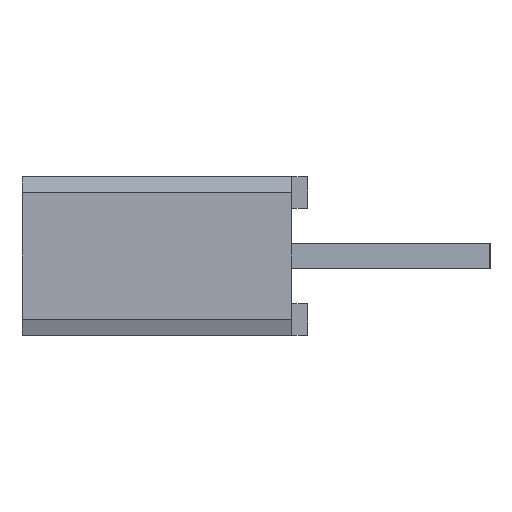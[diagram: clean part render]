
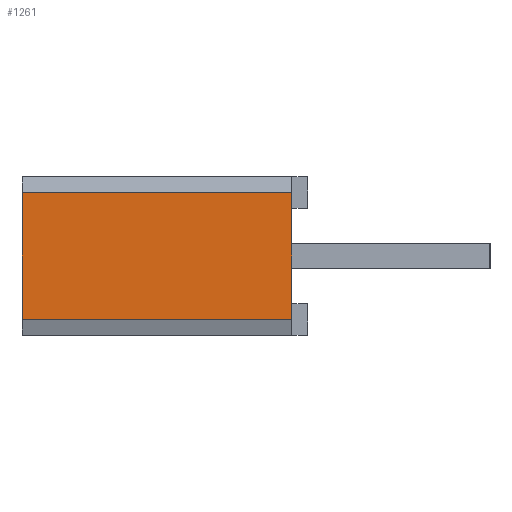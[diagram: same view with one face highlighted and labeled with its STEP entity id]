
A CAD part, left-side view. The second image highlights one B-rep face of the part: STEP entity #1261.
In plain terms, the highlighted planar face has unit normal (-1, 0, 0).
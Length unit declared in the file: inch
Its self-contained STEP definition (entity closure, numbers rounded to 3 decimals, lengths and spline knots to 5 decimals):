
#1261 = ADVANCED_FACE( '', ( #2655 ), #2656, .F. );
#2655 = FACE_OUTER_BOUND( '', #4145, .T. );
#2656 = PLANE( '', #4146 );
#4145 = EDGE_LOOP( '', ( #7717, #7718, #7719, #7720 ) );
#4146 = AXIS2_PLACEMENT_3D( '', #7721, #7722, #7723 );
#7717 = ORIENTED_EDGE( '', *, *, #10032, .T. );
#7718 = ORIENTED_EDGE( '', *, *, #10349, .T. );
#7719 = ORIENTED_EDGE( '', *, *, #10191, .T. );
#7720 = ORIENTED_EDGE( '', *, *, #9241, .F. );
#7721 = CARTESIAN_POINT( '', ( -0.75, 0.18, -0.05 ) );
#7722 = DIRECTION( '', ( 1., 0., 0. ) );
#7723 = DIRECTION( '', ( 0., 0., -1. ) );
#9241 = EDGE_CURVE( '', #11227, #11229, #11230, .T. );
#10032 = EDGE_CURVE( '', #11227, #12457, #12459, .T. );
#10191 = EDGE_CURVE( '', #12649, #11229, #12650, .T. );
#10349 = EDGE_CURVE( '', #12457, #12649, #12830, .T. );
#11227 = VERTEX_POINT( '', #14037 );
#11229 = VERTEX_POINT( '', #14040 );
#11230 = LINE( '', #14041, #14042 );
#12457 = VERTEX_POINT( '', #15898 );
#12459 = LINE( '', #15901, #15902 );
#12649 = VERTEX_POINT( '', #16189 );
#12650 = LINE( '', #16190, #16191 );
#12830 = LINE( '', #16459, #16460 );
#14037 = CARTESIAN_POINT( '', ( -0.75, 0.18, -0.04 ) );
#14040 = CARTESIAN_POINT( '', ( -0.75, 0.18, 0.04 ) );
#14041 = CARTESIAN_POINT( '', ( -0.75, 0.18, -0.05 ) );
#14042 = VECTOR( '', #17090, 39.37008 );
#15898 = CARTESIAN_POINT( '', ( -0.75, 0.01, -0.04 ) );
#15901 = CARTESIAN_POINT( '', ( -0.75, 0.18, -0.04 ) );
#15902 = VECTOR( '', #17721, 39.37008 );
#16189 = CARTESIAN_POINT( '', ( -0.75, 0.01, 0.04 ) );
#16190 = CARTESIAN_POINT( '', ( -0.75, 0.18, 0.04 ) );
#16191 = VECTOR( '', #17819, 39.37008 );
#16459 = CARTESIAN_POINT( '', ( -0.75, 0.01, -0.03 ) );
#16460 = VECTOR( '', #17908, 39.37008 );
#17090 = DIRECTION( '', ( 0., 0., 1. ) );
#17721 = DIRECTION( '', ( 0., -1., 0. ) );
#17819 = DIRECTION( '', ( 0., 1., 0. ) );
#17908 = DIRECTION( '', ( 0., 0., 1. ) );
